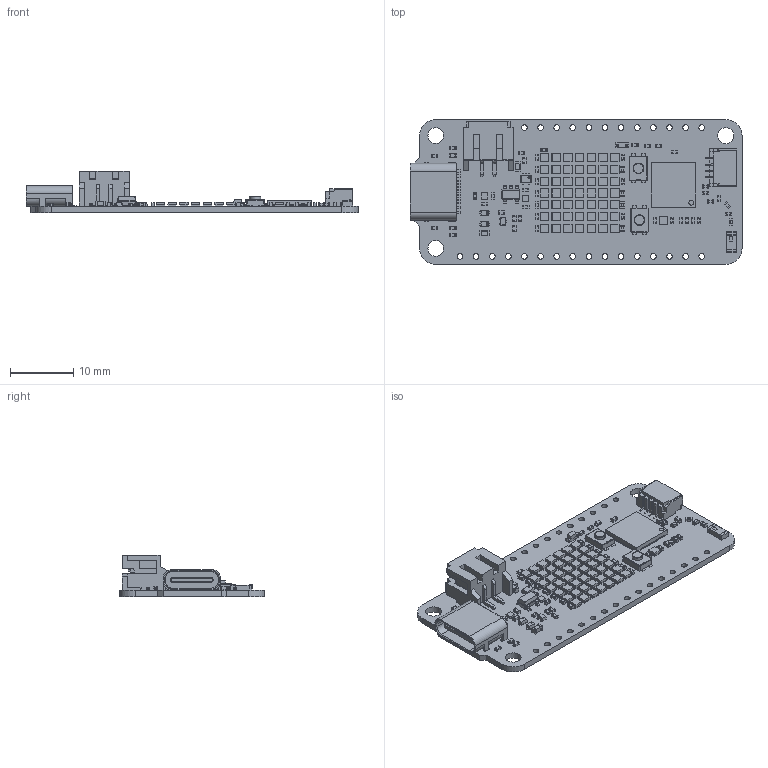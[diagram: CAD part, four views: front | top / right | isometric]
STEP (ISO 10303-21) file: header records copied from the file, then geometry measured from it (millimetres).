
FILE_DESCRIPTION(('KiCad electronic assembly'),'2;1');
FILE_NAME('FeatherS3neo.step','2024-06-05T08:27:41',('Pcbnew'),('Kicad') ,'Open CASCADE STEP processor 7.7','KiCad to STEP converter','Unknown' );
FILE_SCHEMA(('AUTOMOTIVE_DESIGN { 1 0 10303 214 1 1 1 1 }'));
Length unit declared in the file: millimetre
Products named in the file (38): FeatherS3neo 1; 2450AT18B100E--3DModel-STEP-269445; 2450AT18B100E; D_SOD-523; D_SOD_523; LED_0402_1005Metric; R_0402_1005Metric; C_0402_1005Metric; SOT-23-5; SOT_23_5; SOT-723; ESD7C5.0DT5G; APA102 2020 LED; APA102 2020 LED v2; BTN_KMR2_4.6X2.8_HAND; BTN_KMR2_4.6X2.8_HAND v1; HIRO-USB-C Fixed Position; HRO  USB-C col 3 v9; LED_0805_2012Metric_Castellated; ESP32_S2--3DModel-STEP-1; ESP32-S2; L_0402_1005Metric; C_0603_1608Metric; JST_SH_4pin_Horiz; SM04B-SRSS-TB(LF)(SN); NCP170AMX170TCG; NCP160AMX280TBG; JST_PH_2pion_Horiz; S2B-PH-SM4-TB(LF)(SN); SOT-553; SOT_553; FeatherS3 Neo_PCB
Assembly tree (135 placements, depth 3):
  FeatherS3neo 1
    2450AT18B100E--3DModel-STEP-269445
      2450AT18B100E
    D_SOD-523  x2
      D_SOD_523
    LED_0402_1005Metric  x3
      LED_0402_1005Metric
    R_0402_1005Metric  x15
      R_0402_1005Metric
    C_0402_1005Metric  x28
      C_0402_1005Metric
    SOT-23-5
      SOT_23_5
    SOT-723
      ESD7C5.0DT5G
    APA102 2020 LED  x50
      APA102 2020 LED v2
    BTN_KMR2_4.6X2.8_HAND  x2
      BTN_KMR2_4.6X2.8_HAND v1
    HIRO-USB-C Fixed Position
      HRO  USB-C col 3 v9
    LED_0805_2012Metric_Castellated
      LED_0805_2012Metric_Castellated
    ESP32_S2--3DModel-STEP-1
      ESP32-S2
    L_0402_1005Metric  x3
      L_0402_1005Metric
    C_0603_1608Metric  x2
      C_0603_1608Metric
    JST_SH_4pin_Horiz
      SM04B-SRSS-TB(LF)(SN)
    NCP170AMX170TCG  x2
      NCP160AMX280TBG
    JST_PH_2pion_Horiz
      S2B-PH-SM4-TB(LF)(SN)
    SOT-553
      SOT_553
    FeatherS3 Neo_PCB
Bounding box: 52.33 x 22.86 x 6.55 mm (x, y, z)
Volume: 1574.9 mm3; surface area: 4853.2 mm2
Topology: 863 solids, 863 shells, 7903 faces, 18026 edges, 11912 vertices
Faces by surface type: bspline 4435, plane 2498, cylinder 958, cone 10, torus 2
Full cylindrical faces by diameter (mm): 0.25 x1, 0.5 x2, 0.75 x2, 0.9 x28, 1.665 x4, 2.5 x2, 2.54 x1
Entity records: 74038 total; most frequent: CARTESIAN_POINT 15105, ORIENTED_EDGE 11644, DIRECTION 10559, EDGE_CURVE 5822, LINE 4403, VECTOR 4403, VERTEX_POINT 3816, AXIS2_PLACEMENT_3D 3078
